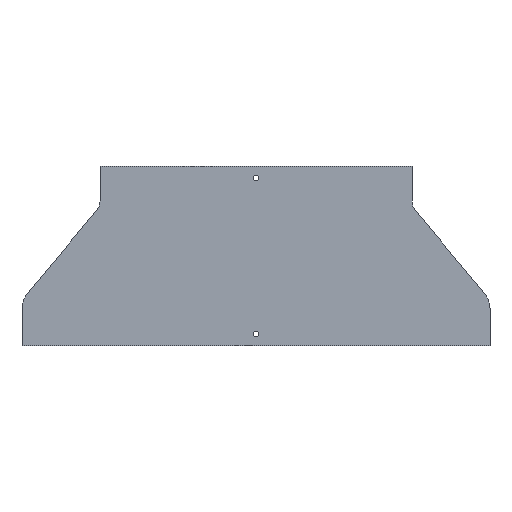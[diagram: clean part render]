
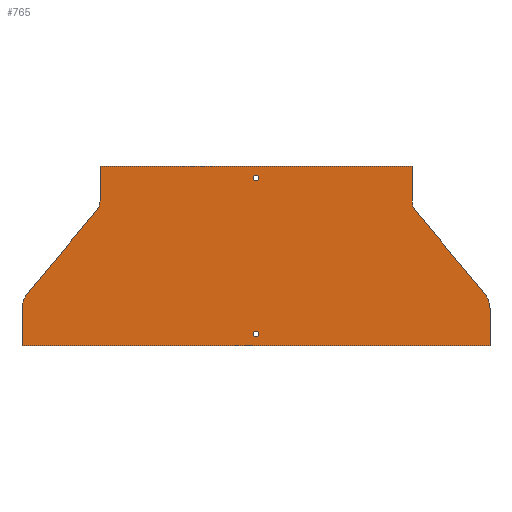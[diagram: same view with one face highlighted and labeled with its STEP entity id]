
A CAD part, front view. The second image highlights one B-rep face of the part: STEP entity #765.
In plain terms, the highlighted planar face has unit normal (0, -1, 0).
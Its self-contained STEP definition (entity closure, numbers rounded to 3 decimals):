
#2 = VERTEX_POINT ( 'NONE', #1224 ) ;
#4 = VERTEX_POINT ( 'NONE', #1108 ) ;
#9 = VERTEX_POINT ( 'NONE', #1223 ) ;
#14 = CARTESIAN_POINT ( 'NONE',  ( 270., 0., -182.241 ) ) ;
#30 = VERTEX_POINT ( 'NONE', #1149 ) ;
#33 = VERTEX_POINT ( 'NONE', #1147 ) ;
#75 = ORIENTED_EDGE ( 'NONE', *, *, #631, .F. ) ;
#76 = ORIENTED_EDGE ( 'NONE', *, *, #630, .F. ) ;
#77 = ORIENTED_EDGE ( 'NONE', *, *, #642, .F. ) ;
#78 = ORIENTED_EDGE ( 'NONE', *, *, #652, .F. ) ;
#79 = ORIENTED_EDGE ( 'NONE', *, *, #655, .F. ) ;
#80 = ORIENTED_EDGE ( 'NONE', *, *, #596, .F. ) ;
#81 = ORIENTED_EDGE ( 'NONE', *, *, #599, .F. ) ;
#82 = ORIENTED_EDGE ( 'NONE', *, *, #606, .F. ) ;
#83 = ORIENTED_EDGE ( 'NONE', *, *, #592, .F. ) ;
#84 = ORIENTED_EDGE ( 'NONE', *, *, #581, .F. ) ;
#85 = ORIENTED_EDGE ( 'NONE', *, *, #589, .F. ) ;
#86 = ORIENTED_EDGE ( 'NONE', *, *, #633, .F. ) ;
#87 = ORIENTED_EDGE ( 'NONE', *, *, #636, .F. ) ;
#88 = ORIENTED_EDGE ( 'NONE', *, *, #639, .F. ) ;
#257 = EDGE_LOOP ( 'NONE', ( #77, #78, #79, #80, #81, #82, #83, #84, #85, #86, #87, #88 ) ) ;
#260 = EDGE_LOOP ( 'NONE', ( #76 ) ) ;
#263 = EDGE_LOOP ( 'NONE', ( #75 ) ) ;
#311 = CARTESIAN_POINT ( 'NONE',  ( 204.636, 0., -56.942 ) ) ;
#312 = DIRECTION ( 'NONE',  ( 0.64, 0., -0.768 ) ) ;
#327 = CARTESIAN_POINT ( 'NONE',  ( 220., 0., -44.139 ) ) ;
#328 = DIRECTION ( 'NONE',  ( 0., -1., 0. ) ) ;
#329 = DIRECTION ( 'NONE',  ( 0., 0., -1. ) ) ;
#384 = CARTESIAN_POINT ( 'NONE',  ( 0., 0., -15. ) ) ;
#385 = DIRECTION ( 'NONE',  ( 0., -1., 0. ) ) ;
#386 = DIRECTION ( 'NONE',  ( 0., 0., -1. ) ) ;
#388 = CARTESIAN_POINT ( 'NONE',  ( 0., 0., -215. ) ) ;
#389 = DIRECTION ( 'NONE',  ( 0., -1., 0. ) ) ;
#390 = DIRECTION ( 'NONE',  ( 0., 0., -1. ) ) ;
#395 = CARTESIAN_POINT ( 'NONE',  ( -220., 0., -44.139 ) ) ;
#396 = DIRECTION ( 'NONE',  ( 0., -1., 0. ) ) ;
#397 = DIRECTION ( 'NONE',  ( 0., 0., 1. ) ) ;
#400 = CARTESIAN_POINT ( 'NONE',  ( -204.636, 0., -56.942 ) ) ;
#401 = DIRECTION ( 'NONE',  ( 0.64, 0., 0.768 ) ) ;
#410 = CARTESIAN_POINT ( 'NONE',  ( -270., 0., -182.241 ) ) ;
#411 = DIRECTION ( 'NONE',  ( 0., 1., 0. ) ) ;
#412 = DIRECTION ( 'NONE',  ( 0., 0., 1. ) ) ;
#415 = CARTESIAN_POINT ( 'NONE',  ( -300., 0., -182.241 ) ) ;
#416 = DIRECTION ( 'NONE',  ( 0., 0., 1. ) ) ;
#436 = CARTESIAN_POINT ( 'NONE',  ( -300., 0., -230. ) ) ;
#437 = DIRECTION ( 'NONE',  ( -1., 0., 0. ) ) ;
#442 = CARTESIAN_POINT ( 'NONE',  ( 300., 0., -182.241 ) ) ;
#443 = DIRECTION ( 'NONE',  ( 0., 0., -1. ) ) ;
#475 = CARTESIAN_POINT ( 'NONE',  ( -300., 0., -230. ) ) ;
#479 = CARTESIAN_POINT ( 'NONE',  ( 300., 0., -230. ) ) ;
#484 = PLANE ( 'NONE',  #702 ) ;
#486 = CARTESIAN_POINT ( 'NONE',  ( -220., 0., -44.139 ) ) ;
#487 = DIRECTION ( 'NONE',  ( 0., 1., 0. ) ) ;
#488 = DIRECTION ( 'NONE',  ( 0., 0., 1. ) ) ;
#581 = EDGE_CURVE ( 'NONE', #813, #1541, #871, .T. ) ;
#589 = EDGE_CURVE ( 'NONE', #30, #813, #879, .T. ) ;
#592 = EDGE_CURVE ( 'NONE', #1541, #1537, #889, .T. ) ;
#596 = EDGE_CURVE ( 'NONE', #33, #1253, #896, .T. ) ;
#599 = EDGE_CURVE ( 'NONE', #811, #33, #902, .T. ) ;
#606 = EDGE_CURVE ( 'NONE', #1537, #811, #915, .T. ) ;
#630 = EDGE_CURVE ( 'NONE', #1094, #1094, #953, .T. ) ;
#631 = EDGE_CURVE ( 'NONE', #1093, #1093, #957, .T. ) ;
#633 = EDGE_CURVE ( 'NONE', #2, #30, #949, .T. ) ;
#636 = EDGE_CURVE ( 'NONE', #4, #2, #961, .T. ) ;
#639 = EDGE_CURVE ( 'NONE', #9, #4, #966, .T. ) ;
#642 = EDGE_CURVE ( 'NONE', #755, #9, #971, .T. ) ;
#652 = EDGE_CURVE ( 'NONE', #761, #755, #989, .T. ) ;
#655 = EDGE_CURVE ( 'NONE', #1253, #761, #995, .T. ) ;
#679 = AXIS2_PLACEMENT_3D ( 'NONE', #14, #1470, #1469 ) ;
#681 = AXIS2_PLACEMENT_3D ( 'NONE', #327, #328, #329 ) ;
#691 = AXIS2_PLACEMENT_3D ( 'NONE', #384, #385, #386 ) ;
#692 = AXIS2_PLACEMENT_3D ( 'NONE', #388, #389, #390 ) ;
#694 = AXIS2_PLACEMENT_3D ( 'NONE', #395, #396, #397 ) ;
#696 = AXIS2_PLACEMENT_3D ( 'NONE', #410, #411, #412 ) ;
#702 = AXIS2_PLACEMENT_3D ( 'NONE', #486, #487, #488 ) ;
#755 = VERTEX_POINT ( 'NONE', #475 ) ;
#761 = VERTEX_POINT ( 'NONE', #479 ) ;
#765 = ADVANCED_FACE ( 'NONE', ( #1021, #1023, #1009 ), #484, .F. ) ;
#811 = VERTEX_POINT ( 'NONE', #1413 ) ;
#813 = VERTEX_POINT ( 'NONE', #1415 ) ;
#871 = LINE ( 'NONE', #1233, #873 ) ;
#873 = VECTOR ( 'NONE', #1230, 1000. ) ;
#879 = LINE ( 'NONE', #1132, #888 ) ;
#888 = VECTOR ( 'NONE', #1201, 1000. ) ;
#889 = LINE ( 'NONE', #1151, #893 ) ;
#893 = VECTOR ( 'NONE', #1143, 1000. ) ;
#896 = CIRCLE ( 'NONE', #679, 30. ) ;
#902 = LINE ( 'NONE', #311, #905 ) ;
#905 = VECTOR ( 'NONE', #312, 1000. ) ;
#915 = CIRCLE ( 'NONE', #681, 20. ) ;
#949 = CIRCLE ( 'NONE', #694, 20. ) ;
#953 = CIRCLE ( 'NONE', #691, 3.5 ) ;
#957 = CIRCLE ( 'NONE', #692, 3.5 ) ;
#961 = LINE ( 'NONE', #400, #964 ) ;
#964 = VECTOR ( 'NONE', #401, 1000. ) ;
#966 = CIRCLE ( 'NONE', #696, 30. ) ;
#971 = LINE ( 'NONE', #415, #974 ) ;
#974 = VECTOR ( 'NONE', #416, 1000. ) ;
#989 = LINE ( 'NONE', #436, #992 ) ;
#992 = VECTOR ( 'NONE', #437, 1000. ) ;
#995 = LINE ( 'NONE', #442, #998 ) ;
#998 = VECTOR ( 'NONE', #443, 1000. ) ;
#1009 = FACE_OUTER_BOUND ( 'NONE', #257, .T. ) ;
#1021 = FACE_BOUND ( 'NONE', #263, .T. ) ;
#1023 = FACE_BOUND ( 'NONE', #260, .T. ) ;
#1093 = VERTEX_POINT ( 'NONE', #1444 ) ;
#1094 = VERTEX_POINT ( 'NONE', #1442 ) ;
#1108 = CARTESIAN_POINT ( 'NONE',  ( -293.047, 0., -163.035 ) ) ;
#1132 = CARTESIAN_POINT ( 'NONE',  ( -200., 0., 0. ) ) ;
#1143 = DIRECTION ( 'NONE',  ( 0., 0., -1. ) ) ;
#1147 = CARTESIAN_POINT ( 'NONE',  ( 293.047, 0., -163.035 ) ) ;
#1149 = CARTESIAN_POINT ( 'NONE',  ( -200., 0., -44.139 ) ) ;
#1151 = CARTESIAN_POINT ( 'NONE',  ( 200., 0., 0. ) ) ;
#1201 = DIRECTION ( 'NONE',  ( 0., 0., 1. ) ) ;
#1223 = CARTESIAN_POINT ( 'NONE',  ( -300., 0., -182.241 ) ) ;
#1224 = CARTESIAN_POINT ( 'NONE',  ( -204.636, 0., -56.942 ) ) ;
#1230 = DIRECTION ( 'NONE',  ( 1., 0., 0. ) ) ;
#1233 = CARTESIAN_POINT ( 'NONE',  ( -200., 0., 0. ) ) ;
#1253 = VERTEX_POINT ( 'NONE', #1417 ) ;
#1413 = CARTESIAN_POINT ( 'NONE',  ( 204.636, 0., -56.942 ) ) ;
#1415 = CARTESIAN_POINT ( 'NONE',  ( -200., 0., 0. ) ) ;
#1417 = CARTESIAN_POINT ( 'NONE',  ( 300., 0., -182.241 ) ) ;
#1436 = CARTESIAN_POINT ( 'NONE',  ( 200., 0., 0. ) ) ;
#1439 = CARTESIAN_POINT ( 'NONE',  ( 200., 0., -44.139 ) ) ;
#1442 = CARTESIAN_POINT ( 'NONE',  ( 0., 0., -18.5 ) ) ;
#1444 = CARTESIAN_POINT ( 'NONE',  ( 0., 0., -218.5 ) ) ;
#1469 = DIRECTION ( 'NONE',  ( 0., 0., -1. ) ) ;
#1470 = DIRECTION ( 'NONE',  ( 0., 1., 0. ) ) ;
#1537 = VERTEX_POINT ( 'NONE', #1439 ) ;
#1541 = VERTEX_POINT ( 'NONE', #1436 ) ;
